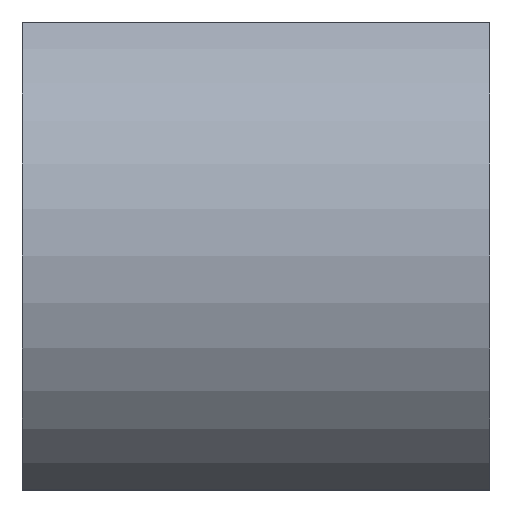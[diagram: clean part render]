
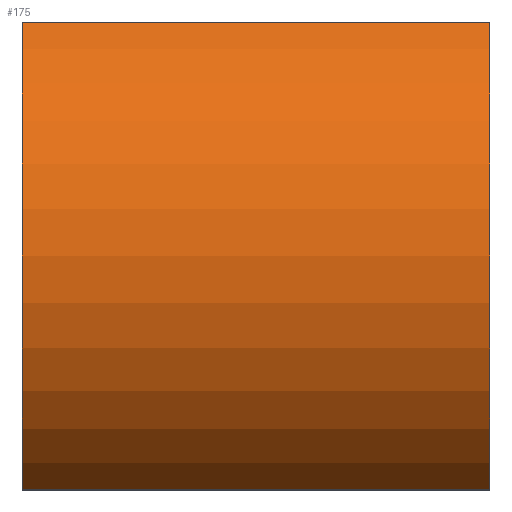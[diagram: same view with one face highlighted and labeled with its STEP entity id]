
A CAD part, left-side view. The second image highlights one B-rep face of the part: STEP entity #175.
In plain terms, the highlighted cylindrical face has radius 5.82 mm (diameter 11.64 mm), a partial arc.
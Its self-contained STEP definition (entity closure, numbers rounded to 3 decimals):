
#8 = CARTESIAN_POINT ( 'NONE',  ( 4.355, 10., 0. ) ) ;
#14 = EDGE_CURVE ( 'NONE', #124, #49, #111, .T. ) ;
#17 = AXIS2_PLACEMENT_3D ( 'NONE', #8, #88, #55 ) ;
#27 = ORIENTED_EDGE ( 'NONE', *, *, #57, .F. ) ;
#29 = VECTOR ( 'NONE', #99, 1000. ) ;
#32 = CARTESIAN_POINT ( 'NONE',  ( 1.377, 0., 5. ) ) ;
#38 = DIRECTION ( 'NONE',  ( 0., 0., 1. ) ) ;
#45 = ORIENTED_EDGE ( 'NONE', *, *, #114, .T. ) ;
#49 = VERTEX_POINT ( 'NONE', #50 ) ;
#50 = CARTESIAN_POINT ( 'NONE',  ( 1.377, 0., -5. ) ) ;
#52 = CARTESIAN_POINT ( 'NONE',  ( 1.377, 10., 5. ) ) ;
#55 = DIRECTION ( 'NONE',  ( 0., 0., -1. ) ) ;
#56 = CARTESIAN_POINT ( 'NONE',  ( 4.355, 0., 0. ) ) ;
#57 = EDGE_CURVE ( 'NONE', #108, #86, #76, .T. ) ;
#61 = FACE_OUTER_BOUND ( 'NONE', #196, .T. ) ;
#76 = LINE ( 'NONE', #118, #29 ) ;
#80 = AXIS2_PLACEMENT_3D ( 'NONE', #56, #140, #38 ) ;
#86 = VERTEX_POINT ( 'NONE', #32 ) ;
#87 = ORIENTED_EDGE ( 'NONE', *, *, #121, .F. ) ;
#88 = DIRECTION ( 'NONE',  ( 0., -1., 0. ) ) ;
#96 = CIRCLE ( 'NONE', #80, 5.82 ) ;
#99 = DIRECTION ( 'NONE',  ( 0., -1., 0. ) ) ;
#102 = CARTESIAN_POINT ( 'NONE',  ( 1.377, 10., -5. ) ) ;
#104 = DIRECTION ( 'NONE',  ( 0., 1., 0. ) ) ;
#108 = VERTEX_POINT ( 'NONE', #52 ) ;
#111 = LINE ( 'NONE', #102, #195 ) ;
#114 = EDGE_CURVE ( 'NONE', #49, #86, #96, .T. ) ;
#118 = CARTESIAN_POINT ( 'NONE',  ( 1.377, 10., 5. ) ) ;
#121 = EDGE_CURVE ( 'NONE', #124, #108, #150, .T. ) ;
#124 = VERTEX_POINT ( 'NONE', #187 ) ;
#140 = DIRECTION ( 'NONE',  ( 0., 1., 0. ) ) ;
#148 = AXIS2_PLACEMENT_3D ( 'NONE', #203, #104, #186 ) ;
#150 = CIRCLE ( 'NONE', #148, 5.82 ) ;
#151 = ORIENTED_EDGE ( 'NONE', *, *, #14, .T. ) ;
#175 = ADVANCED_FACE ( 'NONE', ( #61 ), #194, .T. ) ;
#186 = DIRECTION ( 'NONE',  ( 0., 0., 1. ) ) ;
#187 = CARTESIAN_POINT ( 'NONE',  ( 1.377, 10., -5. ) ) ;
#194 = CYLINDRICAL_SURFACE ( 'NONE', #17, 5.82 ) ;
#195 = VECTOR ( 'NONE', #199, 1000. ) ;
#196 = EDGE_LOOP ( 'NONE', ( #45, #27, #87, #151 ) ) ;
#199 = DIRECTION ( 'NONE',  ( 0., -1., 0. ) ) ;
#203 = CARTESIAN_POINT ( 'NONE',  ( 4.355, 10., 0. ) ) ;
